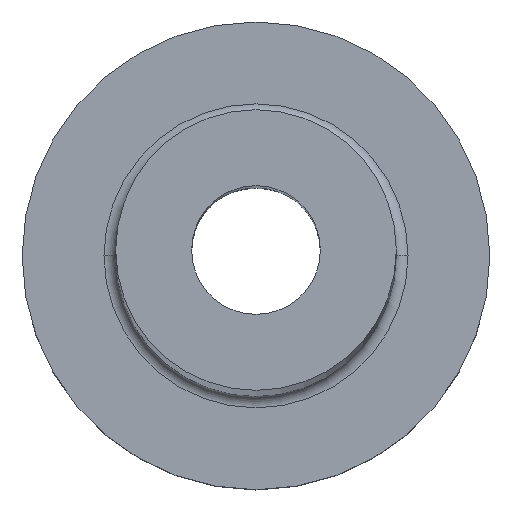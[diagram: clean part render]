
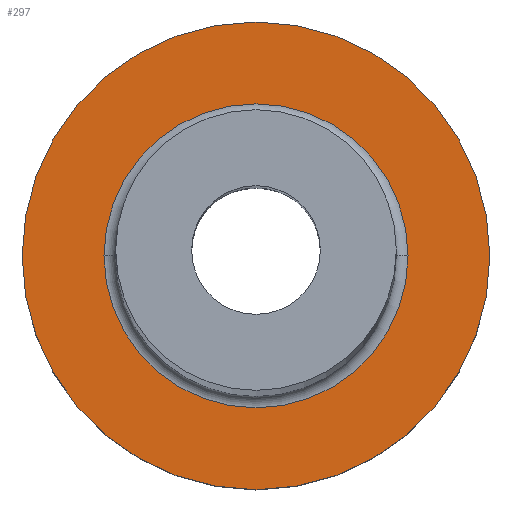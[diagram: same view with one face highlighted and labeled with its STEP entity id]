
A CAD part, top view. The second image highlights one B-rep face of the part: STEP entity #297.
In plain terms, the highlighted planar face has unit normal (0, 0, 1).
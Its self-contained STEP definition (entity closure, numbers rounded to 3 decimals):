
#6 = AXIS2_PLACEMENT_3D ( 'NONE', #373, #233, #16 ) ;
#16 = DIRECTION ( 'NONE',  ( 1., 0., 0. ) ) ;
#21 = CIRCLE ( 'NONE', #105, 6.5 ) ;
#25 = CARTESIAN_POINT ( 'NONE',  ( 6.5, 0., 7. ) ) ;
#29 = CARTESIAN_POINT ( 'NONE',  ( 0., 0., 7. ) ) ;
#42 = DIRECTION ( 'NONE',  ( 0., 0., 1. ) ) ;
#52 = CARTESIAN_POINT ( 'NONE',  ( -10., 0., 7. ) ) ;
#58 = CIRCLE ( 'NONE', #370, 10. ) ;
#98 = CARTESIAN_POINT ( 'NONE',  ( 0., 0., 7. ) ) ;
#102 = EDGE_CURVE ( 'NONE', #208, #421, #58, .T. ) ;
#105 = AXIS2_PLACEMENT_3D ( 'NONE', #29, #249, #288 ) ;
#108 = VERTEX_POINT ( 'NONE', #125 ) ;
#115 = CIRCLE ( 'NONE', #240, 10. ) ;
#125 = CARTESIAN_POINT ( 'NONE',  ( -6.5, 0., 7. ) ) ;
#135 = PLANE ( 'NONE',  #389 ) ;
#174 = FACE_OUTER_BOUND ( 'NONE', #321, .T. ) ;
#176 = ORIENTED_EDGE ( 'NONE', *, *, #326, .T. ) ;
#188 = CIRCLE ( 'NONE', #6, 6.5 ) ;
#194 = CARTESIAN_POINT ( 'NONE',  ( 0., 0., 7. ) ) ;
#197 = EDGE_CURVE ( 'NONE', #108, #452, #188, .T. ) ;
#208 = VERTEX_POINT ( 'NONE', #52 ) ;
#227 = DIRECTION ( 'NONE',  ( 0., 0., 1. ) ) ;
#233 = DIRECTION ( 'NONE',  ( 0., 0., -1. ) ) ;
#240 = AXIS2_PLACEMENT_3D ( 'NONE', #98, #42, #262 ) ;
#249 = DIRECTION ( 'NONE',  ( 0., 0., -1. ) ) ;
#262 = DIRECTION ( 'NONE',  ( 1., 0., 0. ) ) ;
#264 = ORIENTED_EDGE ( 'NONE', *, *, #197, .T. ) ;
#279 = CARTESIAN_POINT ( 'NONE',  ( 0., 0., 7. ) ) ;
#281 = DIRECTION ( 'NONE',  ( 1., 0., 0. ) ) ;
#284 = EDGE_LOOP ( 'NONE', ( #385, #264 ) ) ;
#288 = DIRECTION ( 'NONE',  ( 1., 0., 0. ) ) ;
#294 = EDGE_CURVE ( 'NONE', #452, #108, #21, .T. ) ;
#297 = ADVANCED_FACE ( 'NONE', ( #447, #174 ), #135, .T. ) ;
#321 = EDGE_LOOP ( 'NONE', ( #353, #176 ) ) ;
#326 = EDGE_CURVE ( 'NONE', #421, #208, #115, .T. ) ;
#353 = ORIENTED_EDGE ( 'NONE', *, *, #102, .T. ) ;
#363 = DIRECTION ( 'NONE',  ( 1., 0., 0. ) ) ;
#370 = AXIS2_PLACEMENT_3D ( 'NONE', #194, #227, #363 ) ;
#373 = CARTESIAN_POINT ( 'NONE',  ( 0., 0., 7. ) ) ;
#379 = DIRECTION ( 'NONE',  ( 0., 0., 1. ) ) ;
#385 = ORIENTED_EDGE ( 'NONE', *, *, #294, .T. ) ;
#389 = AXIS2_PLACEMENT_3D ( 'NONE', #279, #379, #281 ) ;
#421 = VERTEX_POINT ( 'NONE', #448 ) ;
#447 = FACE_BOUND ( 'NONE', #284, .T. ) ;
#448 = CARTESIAN_POINT ( 'NONE',  ( 10., 0., 7. ) ) ;
#452 = VERTEX_POINT ( 'NONE', #25 ) ;
